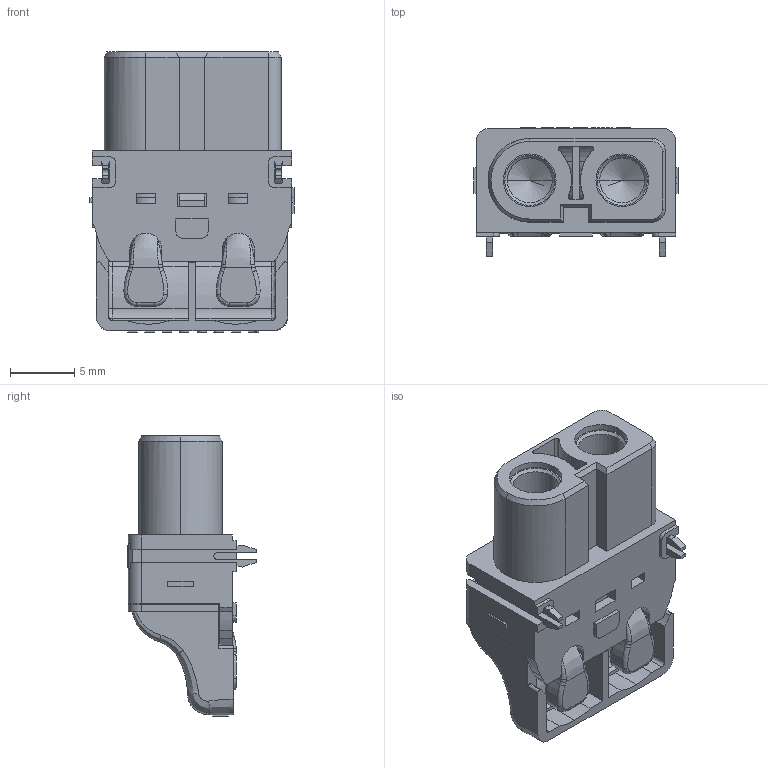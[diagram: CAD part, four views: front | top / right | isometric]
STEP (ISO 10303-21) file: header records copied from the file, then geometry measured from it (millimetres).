
FILE_DESCRIPTION (( 'STEP AP214' ), '1' );
FILE_NAME ('User Library-XT60PT-F 3D DRAWING.STEP', '2023-09-13T20:31:02', ( '' ), ( '' ), 'SwSTEP 2.0', 'SolidWorks 2021', '' );
FILE_SCHEMA (( 'AUTOMOTIVE_DESIGN' ));
Length unit declared in the file: millimetre
Products named in the file (1): User Library-XT60PT-F 3D DRAWING
Bounding box: 15.9 x 10 x 21.8 mm (x, y, z)
Volume: 1238.3 mm3; surface area: 2351.3 mm2
Topology: 1 solids, 1 shells, 676 faces, 1937 edges, 1275 vertices
Faces by surface type: plane 356, cylinder 182, bspline 120, cone 18
Entity records: 30416 total; most frequent: CARTESIAN_POINT 14053, ORIENTED_EDGE 3866, DIRECTION 2719, EDGE_CURVE 1933, VERTEX_POINT 1275, VECTOR 1137, LINE 1137, AXIS2_PLACEMENT_3D 791
